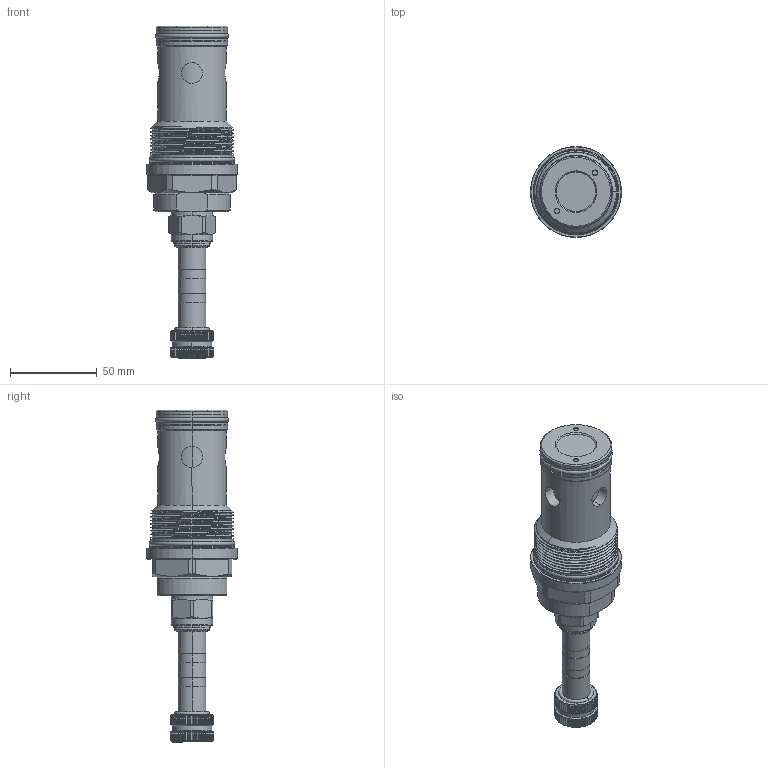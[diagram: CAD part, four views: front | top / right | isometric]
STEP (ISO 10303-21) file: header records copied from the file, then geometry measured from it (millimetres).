
FILE_DESCRIPTION (( 'STEP AP203' ), '1' );
FILE_NAME ('EP18A2C01P95.STEP', '2024-10-17T06:31:07', ( '' ), ( '' ), 'SwSTEP 2.0', 'SolidWorks 2018', '' );
FILE_SCHEMA (( 'CONFIG_CONTROL_DESIGN' ));
Length unit declared in the file: millimetre
Products named in the file (1): EP18A2C01P95
Bounding box: 52.37 x 52.37 x 190.95 mm (x, y, z)
Volume: 180735.7 mm3; surface area: 30629.6 mm2
Topology: 2 solids, 4 shells, 1057 faces, 2761 edges, 1741 vertices
Faces by surface type: plane 439, cylinder 437, cone 161, torus 12, bspline 8
Entity records: 37679 total; most frequent: CARTESIAN_POINT 12539, ORIENTED_EDGE 5522, DIRECTION 4969, EDGE_CURVE 2761, AXIS2_PLACEMENT_3D 1923, VERTEX_POINT 1741, VECTOR 1123, LINE 1123
